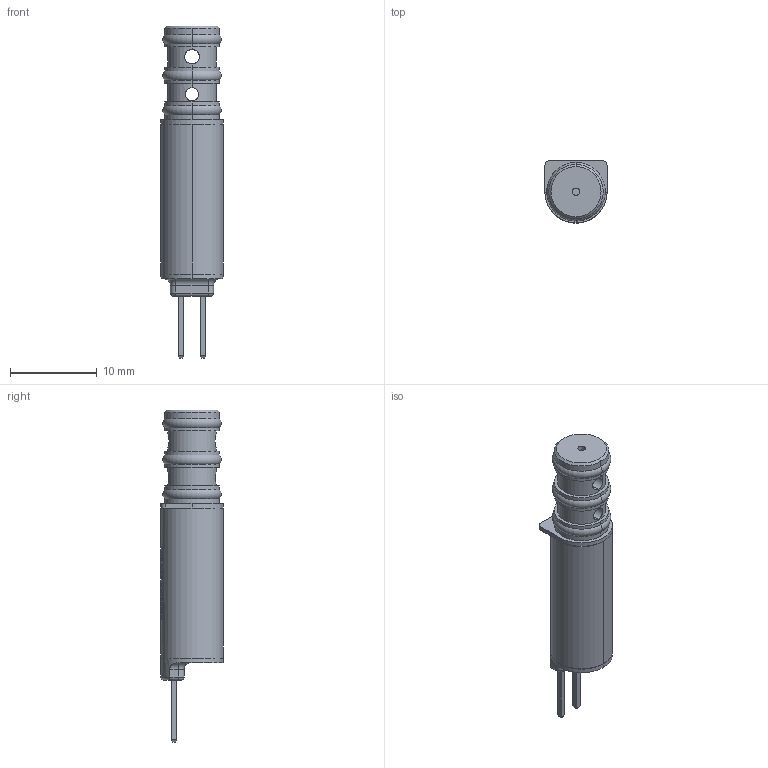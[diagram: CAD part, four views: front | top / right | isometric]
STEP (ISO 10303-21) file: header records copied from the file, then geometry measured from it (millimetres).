
FILE_DESCRIPTION (( 'STEP AP214' ), '1' );
FILE_NAME ('Lee-LHQ_Series-3-Port_Plug-In-CAD_Model A2.step', '2021-03-03T18:42:13', ( '' ), ( '' ), 'SwSTEP 2.0', 'SolidWorks 2019', '' );
FILE_SCHEMA (( 'AUTOMOTIVE_DESIGN' ));
Length unit declared in the file: inch
Products named in the file (1): Lee-LHQ_Series-3-Port_Plug-In-CAD_Model A2
Bounding box: 7.14 x 7.14 x 38.18 mm (x, y, z)
Volume: 1053.7 mm3; surface area: 847.8 mm2
Topology: 1 solids, 1 shells, 576 faces, 1546 edges, 1017 vertices
Faces by surface type: bspline 264, plane 196, cylinder 102, torus 12, cone 2
Entity records: 29385 total; most frequent: CARTESIAN_POINT 17111, ORIENTED_EDGE 3092, DIRECTION 1554, EDGE_CURVE 1546, VERTEX_POINT 1017, B_SPLINE_CURVE_WITH_KNOTS 877, EDGE_LOOP 625, ADVANCED_FACE 576
